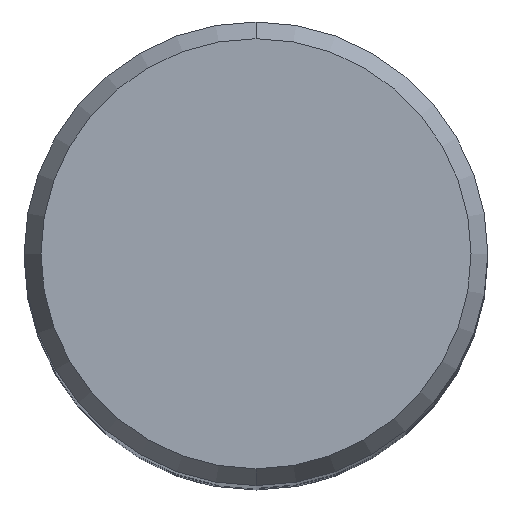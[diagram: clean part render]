
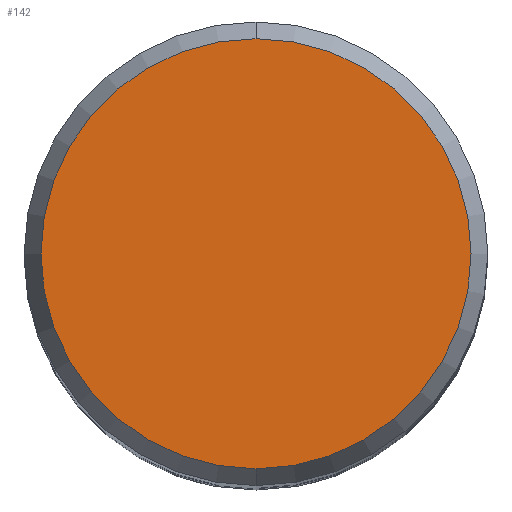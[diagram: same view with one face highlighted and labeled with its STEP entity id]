
A CAD part, top view. The second image highlights one B-rep face of the part: STEP entity #142.
In plain terms, the highlighted planar face has unit normal (0, 0, 1).
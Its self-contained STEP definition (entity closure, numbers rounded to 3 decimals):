
#100=VERTEX_POINT('',#226);
#116=VERTEX_POINT('',#246);
#142=ADVANCED_FACE('',(#275),#276,.T.);
#156=EDGE_CURVE('',#116,#100,#292,.T.);
#160=EDGE_CURVE('',#100,#116,#296,.T.);
#226=CARTESIAN_POINT('',(0.,-5.892,0.01));
#246=CARTESIAN_POINT('',(0.0,5.892,0.01));
#275=FACE_OUTER_BOUND('',#421,.T.);
#276=PLANE('',#422);
#292=CIRCLE('',#442,5.892);
#296=CIRCLE('',#447,5.892);
#421=EDGE_LOOP('',(#572,#573));
#422=AXIS2_PLACEMENT_3D('',#574,#575,#576);
#442=AXIS2_PLACEMENT_3D('',#595,#596,#597);
#447=AXIS2_PLACEMENT_3D('',#598,#599,#600);
#572=ORIENTED_EDGE('',*,*,#156,.F.);
#573=ORIENTED_EDGE('',*,*,#160,.F.);
#574=CARTESIAN_POINT('',(0.0,2.946,0.01));
#575=DIRECTION('',(-0.0,0.0,1.0));
#576=DIRECTION('',(0.0,-1.0,0.0));
#595=CARTESIAN_POINT('',(0.0,0.0,0.01));
#596=DIRECTION('',(0.0,0.0,-1.0));
#597=DIRECTION('',(0.0,1.0,0.0));
#598=CARTESIAN_POINT('',(0.0,0.0,0.01));
#599=DIRECTION('',(0.0,0.0,-1.0));
#600=DIRECTION('',(0.0,1.0,0.0));
